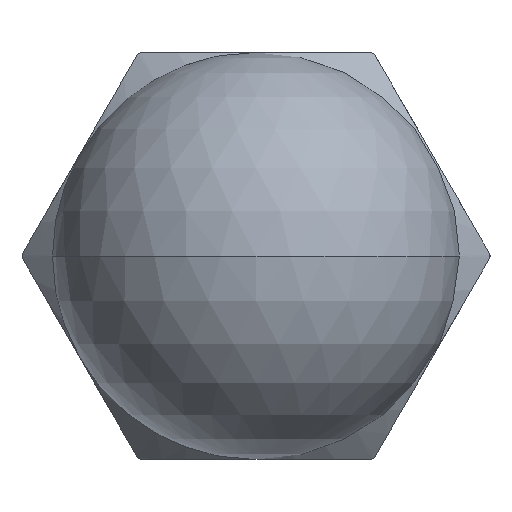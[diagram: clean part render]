
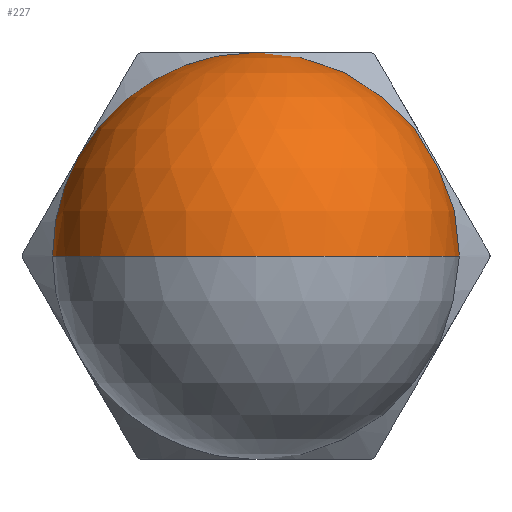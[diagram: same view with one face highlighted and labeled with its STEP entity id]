
A CAD part, left-side view. The second image highlights one B-rep face of the part: STEP entity #227.
In plain terms, the highlighted spherical face has radius 5 mm.
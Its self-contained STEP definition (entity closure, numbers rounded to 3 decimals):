
#9 = CIRCLE ( 'NONE', #149, 4. ) ;
#15 = CIRCLE ( 'NONE', #146, 5. ) ;
#54 = DIRECTION ( 'NONE',  ( 0., 1., 0. ) ) ;
#56 = DIRECTION ( 'NONE',  ( 0., 0., -1. ) ) ;
#57 = CARTESIAN_POINT ( 'NONE',  ( -9.5, 0., 0. ) ) ;
#59 = DIRECTION ( 'NONE',  ( 0., 0., 1. ) ) ;
#60 = EDGE_CURVE ( 'NONE', #948, #520, #414, .T. ) ;
#61 = DIRECTION ( 'NONE',  ( -1., 0., 0. ) ) ;
#63 = CARTESIAN_POINT ( 'NONE',  ( -6.5, 0., 0. ) ) ;
#146 = AXIS2_PLACEMENT_3D ( 'NONE', #57, #56, #54 ) ;
#149 = AXIS2_PLACEMENT_3D ( 'NONE', #63, #61, #59 ) ;
#206 = CIRCLE ( 'NONE', #345, 5. ) ;
#227 = ADVANCED_FACE ( 'NONE', ( #383 ), #374, .T. ) ;
#257 = CARTESIAN_POINT ( 'NONE',  ( -6.5, 0., 4. ) ) ;
#345 = AXIS2_PLACEMENT_3D ( 'NONE', #877, #874, #872 ) ;
#374 = SPHERICAL_SURFACE ( 'NONE', #564, 5. ) ;
#383 = FACE_OUTER_BOUND ( 'NONE', #750, .T. ) ;
#414 = CIRCLE ( 'NONE', #756, 4. ) ;
#464 = CARTESIAN_POINT ( 'NONE',  ( -6.5, 4., 0. ) ) ;
#520 = VERTEX_POINT ( 'NONE', #257 ) ;
#564 = AXIS2_PLACEMENT_3D ( 'NONE', #1147, #1145, #1156 ) ;
#733 = ORIENTED_EDGE ( 'NONE', *, *, #60, .T. ) ;
#736 = ORIENTED_EDGE ( 'NONE', *, *, #1212, .F. ) ;
#746 = VERTEX_POINT ( 'NONE', #957 ) ;
#750 = EDGE_LOOP ( 'NONE', ( #736, #733, #774, #812 ) ) ;
#756 = AXIS2_PLACEMENT_3D ( 'NONE', #1105, #1100, #1033 ) ;
#774 = ORIENTED_EDGE ( 'NONE', *, *, #1202, .T. ) ;
#801 = CARTESIAN_POINT ( 'NONE',  ( -6.5, -4., 0. ) ) ;
#812 = ORIENTED_EDGE ( 'NONE', *, *, #873, .T. ) ;
#872 = DIRECTION ( 'NONE',  ( 1., 0., 0. ) ) ;
#873 = EDGE_CURVE ( 'NONE', #1091, #746, #206, .T. ) ;
#874 = DIRECTION ( 'NONE',  ( 0., 0., 1. ) ) ;
#877 = CARTESIAN_POINT ( 'NONE',  ( -9.5, 0., 0. ) ) ;
#948 = VERTEX_POINT ( 'NONE', #801 ) ;
#957 = CARTESIAN_POINT ( 'NONE',  ( -14.5, 0., 0. ) ) ;
#1033 = DIRECTION ( 'NONE',  ( 0., 0., 1. ) ) ;
#1091 = VERTEX_POINT ( 'NONE', #464 ) ;
#1100 = DIRECTION ( 'NONE',  ( -1., 0., 0. ) ) ;
#1105 = CARTESIAN_POINT ( 'NONE',  ( -6.5, 0., 0. ) ) ;
#1145 = DIRECTION ( 'NONE',  ( 0., 0., -1. ) ) ;
#1147 = CARTESIAN_POINT ( 'NONE',  ( -9.5, 0., 0. ) ) ;
#1156 = DIRECTION ( 'NONE',  ( 0., 1., 0. ) ) ;
#1202 = EDGE_CURVE ( 'NONE', #520, #1091, #9, .T. ) ;
#1212 = EDGE_CURVE ( 'NONE', #948, #746, #15, .T. ) ;
